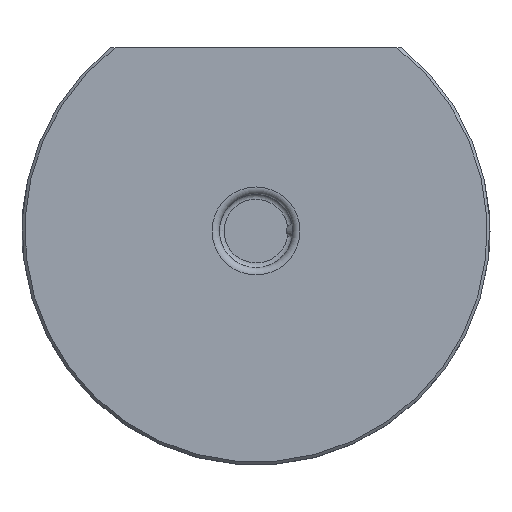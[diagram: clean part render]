
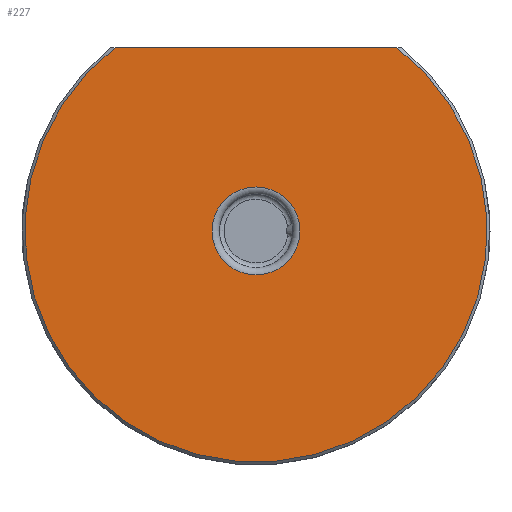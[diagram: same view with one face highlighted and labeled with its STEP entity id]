
A CAD part, top view. The second image highlights one B-rep face of the part: STEP entity #227.
In plain terms, the highlighted planar face has unit normal (0, 0, 1).
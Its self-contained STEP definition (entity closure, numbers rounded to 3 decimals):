
#65=PLANE('',#1798);
#227=ADVANCED_FACE('',(#412,#413),#65,.F.);
#412=FACE_BOUND('',#509,.T.);
#413=FACE_BOUND('',#510,.T.);
#509=EDGE_LOOP('',(#817,#818));
#510=EDGE_LOOP('',(#819));
#817=ORIENTED_EDGE('',*,*,#1128,.F.);
#818=ORIENTED_EDGE('',*,*,#1231,.F.);
#819=ORIENTED_EDGE('',*,*,#1120,.F.);
#979=VERTEX_POINT('',#2584);
#987=VERTEX_POINT('',#2766);
#988=VERTEX_POINT('',#2767);
#1120=EDGE_CURVE('',#979,#979,#1263,.T.);
#1128=EDGE_CURVE('',#987,#988,#1269,.T.);
#1231=EDGE_CURVE('',#988,#987,#1470,.T.);
#1263=CIRCLE('',#1718,7.8);
#1269=CIRCLE('',#1728,41.);
#1470=LINE('',#3620,#1586);
#1586=VECTOR('',#2139,1.);
#1718=AXIS2_PLACEMENT_3D('',#2583,#1934,#1935);
#1728=AXIS2_PLACEMENT_3D('',#2765,#1954,#1955);
#1798=AXIS2_PLACEMENT_3D('',#3622,#2142,#2143);
#1934=DIRECTION('',(0.,0.,1.));
#1935=DIRECTION('',(0.,-1.,0.));
#1954=DIRECTION('',(0.,0.,-1.));
#1955=DIRECTION('',(-1.,0.,0.));
#2139=DIRECTION('',(1.,0.,0.));
#2142=DIRECTION('',(0.,0.,-1.));
#2143=DIRECTION('',(1.,0.,0.));
#2583=CARTESIAN_POINT('',(0.,0.,20.632));
#2584=CARTESIAN_POINT('',(0.,-7.8,20.632));
#2765=CARTESIAN_POINT('',(0.,0.,20.632));
#2766=CARTESIAN_POINT('',(24.995,32.5,20.632));
#2767=CARTESIAN_POINT('',(-24.995,32.5,20.632));
#3620=CARTESIAN_POINT('',(0.,32.5,20.632));
#3622=CARTESIAN_POINT('',(0.,0.,20.632));
